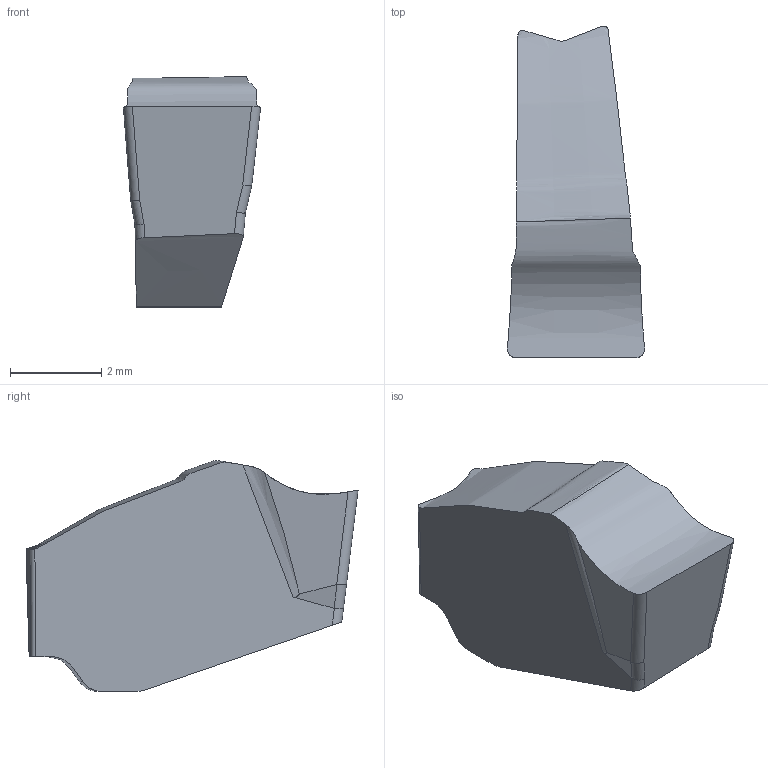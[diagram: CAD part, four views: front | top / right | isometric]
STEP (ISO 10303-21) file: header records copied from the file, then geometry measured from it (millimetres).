
FILE_DESCRIPTION(/* description */ (''),/* implementation_level */ '2;1');
FILE_NAME(/* name */ 'aaa340758_a.stp',/* time_stamp */ '2019-10-08T10:37:05+02:00',/* author */ (''),/* organization */ ('SMS'),/* preprocessor_version */ 'ST-DEVELOPER v16.7',/* originating_system */ 'SIEMENS PLM Software NX 12.0',/* authorisation */ '');
FILE_SCHEMA (('AUTOMOTIVE_DESIGN { 1 0 10303 214 3 1 1 1 }'));
Length unit declared in the file: millimetre
Products named in the file (1): AAA340758_A
Bounding box: 3 x 7.26 x 5.05 mm (x, y, z)
Volume: 56.6 mm3; surface area: 97.1 mm2
Topology: 1 solids, 1 shells, 29 faces, 118 edges, 93 vertices
Faces by surface type: plane 11, bspline 9, cylinder 9
Entity records: 2467 total; most frequent: CARTESIAN_POINT 1586, ORIENTED_EDGE 234, EDGE_CURVE 117, DIRECTION 99, VERTEX_POINT 90, B_SPLINE_CURVE_WITH_KNOTS 67, AXIS2_PLACEMENT_3D 34, LINE 31
